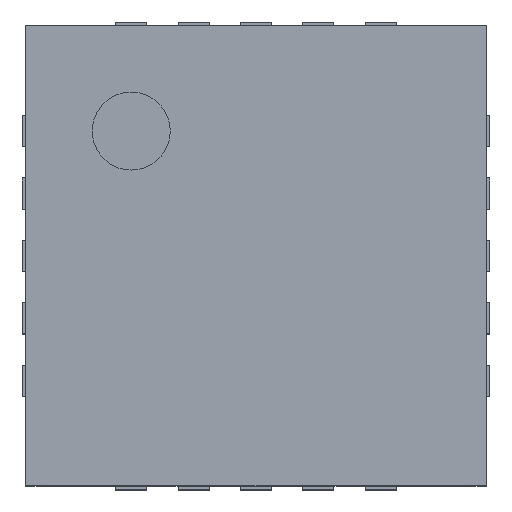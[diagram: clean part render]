
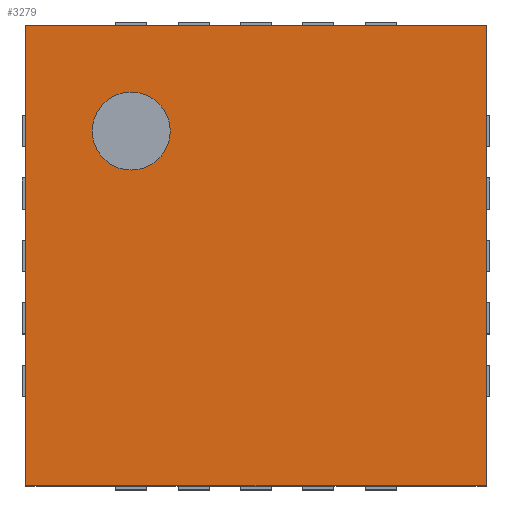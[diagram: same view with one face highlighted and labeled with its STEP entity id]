
A CAD part, top view. The second image highlights one B-rep face of the part: STEP entity #3279.
In plain terms, the highlighted planar face has unit normal (0, 0, 1).
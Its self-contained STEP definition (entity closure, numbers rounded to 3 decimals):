
#817 = EDGE_CURVE('',#818,#820,#822,.T.);
#818 = VERTEX_POINT('',#819);
#819 = CARTESIAN_POINT('',(-1.475,1.475,0.65));
#820 = VERTEX_POINT('',#821);
#821 = CARTESIAN_POINT('',(1.475,1.475,0.65));
#822 = LINE('',#823,#824);
#823 = CARTESIAN_POINT('',(-1.475,1.475,0.65));
#824 = VECTOR('',#825,1.);
#825 = DIRECTION('',(1.,0.,0.));
#1405 = EDGE_CURVE('',#820,#1406,#1408,.T.);
#1406 = VERTEX_POINT('',#1407);
#1407 = CARTESIAN_POINT('',(1.475,-1.475,0.65));
#1408 = LINE('',#1409,#1410);
#1409 = CARTESIAN_POINT('',(1.475,1.475,0.65));
#1410 = VECTOR('',#1411,1.);
#1411 = DIRECTION('',(0.,-1.,0.));
#2032 = EDGE_CURVE('',#2033,#1406,#2035,.T.);
#2033 = VERTEX_POINT('',#2034);
#2034 = CARTESIAN_POINT('',(-1.475,-1.475,0.65));
#2035 = LINE('',#2036,#2037);
#2036 = CARTESIAN_POINT('',(-1.475,-1.475,0.65));
#2037 = VECTOR('',#2038,1.);
#2038 = DIRECTION('',(1.,0.,0.));
#2663 = EDGE_CURVE('',#818,#2033,#2664,.T.);
#2664 = LINE('',#2665,#2666);
#2665 = CARTESIAN_POINT('',(-1.475,1.475,0.65));
#2666 = VECTOR('',#2667,1.);
#2667 = DIRECTION('',(0.,-1.,0.));
#3279 = ADVANCED_FACE('',(#3280,#3286),#3297,.T.);
#3280 = FACE_BOUND('',#3281,.T.);
#3281 = EDGE_LOOP('',(#3282,#3283,#3284,#3285));
#3282 = ORIENTED_EDGE('',*,*,#817,.F.);
#3283 = ORIENTED_EDGE('',*,*,#2663,.T.);
#3284 = ORIENTED_EDGE('',*,*,#2032,.T.);
#3285 = ORIENTED_EDGE('',*,*,#1405,.F.);
#3286 = FACE_BOUND('',#3287,.T.);
#3287 = EDGE_LOOP('',(#3288));
#3288 = ORIENTED_EDGE('',*,*,#3289,.T.);
#3289 = EDGE_CURVE('',#3290,#3290,#3292,.T.);
#3290 = VERTEX_POINT('',#3291);
#3291 = CARTESIAN_POINT('',(-0.8,0.55,0.65));
#3292 = CIRCLE('',#3293,0.25);
#3293 = AXIS2_PLACEMENT_3D('',#3294,#3295,#3296);
#3294 = CARTESIAN_POINT('',(-0.8,0.8,0.65));
#3295 = DIRECTION('',(-0.,0.,-1.));
#3296 = DIRECTION('',(0.,-1.,0.));
#3297 = PLANE('',#3298);
#3298 = AXIS2_PLACEMENT_3D('',#3299,#3300,#3301);
#3299 = CARTESIAN_POINT('',(-1.475,1.475,0.65));
#3300 = DIRECTION('',(0.,0.,1.));
#3301 = DIRECTION('',(0.,-1.,0.));
